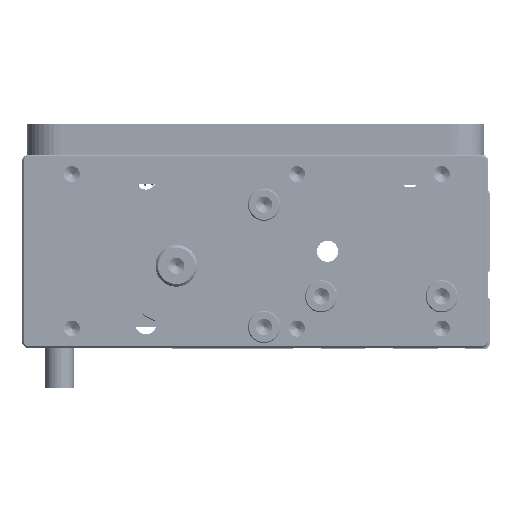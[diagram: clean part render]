
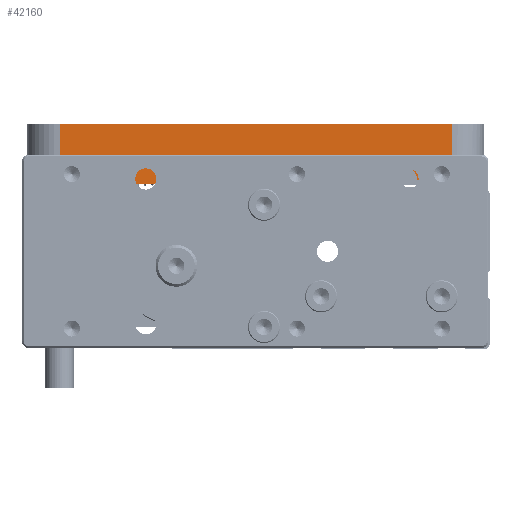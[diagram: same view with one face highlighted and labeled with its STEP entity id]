
A CAD part, left-side view. The second image highlights one B-rep face of the part: STEP entity #42160.
In plain terms, the highlighted face is planar.
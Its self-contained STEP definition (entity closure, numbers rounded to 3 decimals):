
#407 = ORIENTED_EDGE ( 'NONE', *, *, #78235, .F. ) ;
#2989 = DIRECTION ( 'NONE',  ( 0., 1., 0. ) ) ;
#3059 = AXIS2_PLACEMENT_3D ( 'NONE', #121516, #57003, #85638 ) ;
#3321 = VECTOR ( 'NONE', #55371, 1000. ) ;
#3750 = VERTEX_POINT ( 'NONE', #101199 ) ;
#4321 = LINE ( 'NONE', #62030, #52901 ) ;
#5009 = EDGE_LOOP ( 'NONE', ( #50816, #86050, #117331, #25956, #116071, #107427, #110833, #407, #96836, #15883, #119356, #32088 ) ) ;
#5891 = LINE ( 'NONE', #99076, #52786 ) ;
#9172 = LINE ( 'NONE', #94272, #85391 ) ;
#12895 = VERTEX_POINT ( 'NONE', #41382 ) ;
#14897 = VECTOR ( 'NONE', #111605, 1000. ) ;
#15668 = DIRECTION ( 'NONE',  ( 0., 1., 0. ) ) ;
#15769 = CARTESIAN_POINT ( 'NONE',  ( 75.5, -84., 19. ) ) ;
#15883 = ORIENTED_EDGE ( 'NONE', *, *, #36687, .F. ) ;
#16684 = DIRECTION ( 'NONE',  ( 0., 1., 0. ) ) ;
#17492 = LINE ( 'NONE', #112476, #3321 ) ;
#19467 = CARTESIAN_POINT ( 'NONE',  ( 75.5, -51.3, 18.5 ) ) ;
#19726 = DIRECTION ( 'NONE',  ( 0., 0., 1. ) ) ;
#23176 = CARTESIAN_POINT ( 'NONE',  ( 75.5, -102.5, 0. ) ) ;
#25956 = ORIENTED_EDGE ( 'NONE', *, *, #69894, .F. ) ;
#28349 = CIRCLE ( 'NONE', #63973, 8. ) ;
#30311 = LINE ( 'NONE', #106664, #56407 ) ;
#30450 = CARTESIAN_POINT ( 'NONE',  ( 75.5, 0., 23. ) ) ;
#30830 = DIRECTION ( 'NONE',  ( 0., 0., -1. ) ) ;
#32088 = ORIENTED_EDGE ( 'NONE', *, *, #94331, .F. ) ;
#32092 = VERTEX_POINT ( 'NONE', #65577 ) ;
#35011 = CARTESIAN_POINT ( 'NONE',  ( 75.5, 19.5, 0. ) ) ;
#36687 = EDGE_CURVE ( 'NONE', #112748, #80655, #82747, .T. ) ;
#38388 = PLANE ( 'NONE',  #3059 ) ;
#41382 = CARTESIAN_POINT ( 'NONE',  ( 75.5, -101., 23. ) ) ;
#42160 = ADVANCED_FACE ( 'NONE', ( #45867 ), #38388, .F. ) ;
#42167 = DIRECTION ( 'NONE',  ( 0., 0., 1. ) ) ;
#43574 = EDGE_CURVE ( 'NONE', #51124, #112748, #17492, .T. ) ;
#45867 = FACE_OUTER_BOUND ( 'NONE', #5009, .T. ) ;
#50079 = VECTOR ( 'NONE', #15668, 1000. ) ;
#50816 = ORIENTED_EDGE ( 'NONE', *, *, #64846, .F. ) ;
#51124 = VERTEX_POINT ( 'NONE', #90295 ) ;
#52747 = CARTESIAN_POINT ( 'NONE',  ( 75.5, 19.5, 18.5 ) ) ;
#52786 = VECTOR ( 'NONE', #108963, 1000. ) ;
#52867 = CARTESIAN_POINT ( 'NONE',  ( 75.5, -101., 19. ) ) ;
#52901 = VECTOR ( 'NONE', #42167, 1000. ) ;
#52998 = VECTOR ( 'NONE', #68315, 1000. ) ;
#54594 = VERTEX_POINT ( 'NONE', #100015 ) ;
#54627 = VECTOR ( 'NONE', #30830, 1000. ) ;
#55371 = DIRECTION ( 'NONE',  ( 0., 0., -1. ) ) ;
#55872 = CARTESIAN_POINT ( 'NONE',  ( 75.5, -101., 23. ) ) ;
#56407 = VECTOR ( 'NONE', #2989, 1000. ) ;
#57003 = DIRECTION ( 'NONE',  ( -1., 0., 0. ) ) ;
#58545 = VERTEX_POINT ( 'NONE', #23176 ) ;
#62030 = CARTESIAN_POINT ( 'NONE',  ( 75.5, 19.5, 19. ) ) ;
#63973 = AXIS2_PLACEMENT_3D ( 'NONE', #15769, #82239, #64163 ) ;
#64163 = DIRECTION ( 'NONE',  ( 0., -1., 0. ) ) ;
#64846 = EDGE_CURVE ( 'NONE', #32092, #54594, #28349, .T. ) ;
#65577 = CARTESIAN_POINT ( 'NONE',  ( 75.5, -92., 19. ) ) ;
#68315 = DIRECTION ( 'NONE',  ( 0., 1., 0. ) ) ;
#69894 = EDGE_CURVE ( 'NONE', #88027, #12895, #115495, .T. ) ;
#71398 = VECTOR ( 'NONE', #16684, 1000. ) ;
#75691 = EDGE_CURVE ( 'NONE', #58545, #82505, #5891, .T. ) ;
#75739 = LINE ( 'NONE', #55872, #54627 ) ;
#78235 = EDGE_CURVE ( 'NONE', #3750, #99339, #95894, .T. ) ;
#78978 = VECTOR ( 'NONE', #97748, 1000. ) ;
#80655 = VERTEX_POINT ( 'NONE', #117905 ) ;
#82239 = DIRECTION ( 'NONE',  ( 1., 0., 0. ) ) ;
#82505 = VERTEX_POINT ( 'NONE', #35011 ) ;
#82747 = LINE ( 'NONE', #110639, #50079 ) ;
#84955 = CARTESIAN_POINT ( 'NONE',  ( 75.5, -102.5, 19. ) ) ;
#85391 = VECTOR ( 'NONE', #19726, 1000. ) ;
#85638 = DIRECTION ( 'NONE',  ( 0., -1., 0. ) ) ;
#86050 = ORIENTED_EDGE ( 'NONE', *, *, #104935, .F. ) ;
#88027 = VERTEX_POINT ( 'NONE', #117310 ) ;
#88297 = EDGE_CURVE ( 'NONE', #80655, #3750, #9172, .T. ) ;
#90295 = CARTESIAN_POINT ( 'NONE',  ( 75.5, -55.3, 19. ) ) ;
#94272 = CARTESIAN_POINT ( 'NONE',  ( 75.5, -51.3, 20.8 ) ) ;
#94331 = EDGE_CURVE ( 'NONE', #54594, #51124, #30311, .T. ) ;
#95894 = LINE ( 'NONE', #19467, #78978 ) ;
#96836 = ORIENTED_EDGE ( 'NONE', *, *, #88297, .F. ) ;
#97748 = DIRECTION ( 'NONE',  ( 0., 1., 0. ) ) ;
#99076 = CARTESIAN_POINT ( 'NONE',  ( 75.5, 29.5, 0. ) ) ;
#99339 = VERTEX_POINT ( 'NONE', #52747 ) ;
#100015 = CARTESIAN_POINT ( 'NONE',  ( 75.5, -76., 19. ) ) ;
#101199 = CARTESIAN_POINT ( 'NONE',  ( 75.5, -51.3, 18.5 ) ) ;
#101798 = CARTESIAN_POINT ( 'NONE',  ( 75.5, 29.5, 19. ) ) ;
#104935 = EDGE_CURVE ( 'NONE', #121994, #32092, #120926, .T. ) ;
#106407 = CARTESIAN_POINT ( 'NONE',  ( 75.5, -55.3, 15.5 ) ) ;
#106664 = CARTESIAN_POINT ( 'NONE',  ( 75.5, 29.5, 19. ) ) ;
#107427 = ORIENTED_EDGE ( 'NONE', *, *, #75691, .T. ) ;
#108963 = DIRECTION ( 'NONE',  ( 0., 1., 0. ) ) ;
#110639 = CARTESIAN_POINT ( 'NONE',  ( 75.5, -55.3, 15.5 ) ) ;
#110833 = ORIENTED_EDGE ( 'NONE', *, *, #115134, .T. ) ;
#111605 = DIRECTION ( 'NONE',  ( 0., 0., -1. ) ) ;
#112476 = CARTESIAN_POINT ( 'NONE',  ( 75.5, -55.3, 20.8 ) ) ;
#112748 = VERTEX_POINT ( 'NONE', #106407 ) ;
#112826 = LINE ( 'NONE', #84955, #14897 ) ;
#114043 = EDGE_CURVE ( 'NONE', #12895, #121994, #75739, .T. ) ;
#115134 = EDGE_CURVE ( 'NONE', #82505, #99339, #4321, .T. ) ;
#115495 = LINE ( 'NONE', #30450, #52998 ) ;
#116071 = ORIENTED_EDGE ( 'NONE', *, *, #122385, .T. ) ;
#117310 = CARTESIAN_POINT ( 'NONE',  ( 75.5, -102.5, 23. ) ) ;
#117331 = ORIENTED_EDGE ( 'NONE', *, *, #114043, .F. ) ;
#117905 = CARTESIAN_POINT ( 'NONE',  ( 75.5, -51.3, 15.5 ) ) ;
#119356 = ORIENTED_EDGE ( 'NONE', *, *, #43574, .F. ) ;
#120926 = LINE ( 'NONE', #101798, #71398 ) ;
#121516 = CARTESIAN_POINT ( 'NONE',  ( 75.5, 29.5, 19. ) ) ;
#121994 = VERTEX_POINT ( 'NONE', #52867 ) ;
#122385 = EDGE_CURVE ( 'NONE', #88027, #58545, #112826, .T. ) ;
